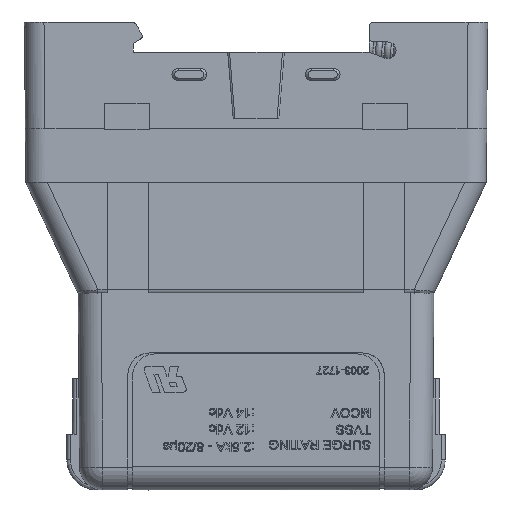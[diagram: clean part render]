
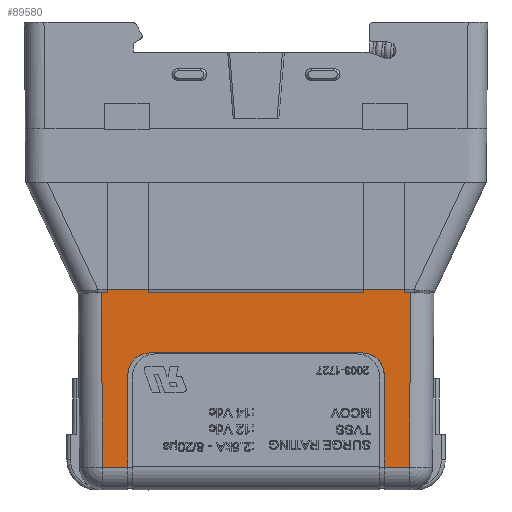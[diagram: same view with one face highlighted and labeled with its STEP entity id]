
A CAD part, front view. The second image highlights one B-rep face of the part: STEP entity #89580.
In plain terms, the highlighted planar face has unit normal (0, -1, -0.009).
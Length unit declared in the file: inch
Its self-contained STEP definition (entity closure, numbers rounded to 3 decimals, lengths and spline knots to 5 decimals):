
#1574 = EDGE_CURVE ( 'NONE', #109797, #101281, #198717, .T. ) ;
#6354 = CARTESIAN_POINT ( 'NONE',  ( 0.72, -0.49131, -0.99613 ) ) ;
#14163 = ORIENTED_EDGE ( 'NONE', *, *, #218750, .F. ) ;
#15256 = CARTESIAN_POINT ( 'NONE',  ( -0.86131, -0.49131, -0.99613 ) ) ;
#17175 = VERTEX_POINT ( 'NONE', #15256 ) ;
#17209 = CARTESIAN_POINT ( 'NONE',  ( 0.86131, -0.49131, -0.99613 ) ) ;
#18521 = LINE ( 'NONE', #66708, #212848 ) ;
#22412 = VERTEX_POINT ( 'NONE', #163935 ) ;
#23841 =( BOUNDED_CURVE ( )  B_SPLINE_CURVE ( 3, ( #189981, #133422, #151296, #27203 ),
 .UNSPECIFIED., .F., .F. ) 
 B_SPLINE_CURVE_WITH_KNOTS ( ( 4, 4 ),
 ( 4.71239, 6.28319 ),
 .UNSPECIFIED. ) 
 CURVE ( )  GEOMETRIC_REPRESENTATION_ITEM ( )  RATIONAL_B_SPLINE_CURVE ( ( 1., 0.805, 0.805, 1. ) ) 
 REPRESENTATION_ITEM ( '' )  );
#24527 = VERTEX_POINT ( 'NONE', #222910 ) ;
#24590 = VERTEX_POINT ( 'NONE', #155308 ) ;
#25666 = VECTOR ( 'NONE', #89308, 39.37008 ) ;
#26256 = LINE ( 'NONE', #34163, #137327 ) ;
#27203 = CARTESIAN_POINT ( 'NONE',  ( -0.6, -0.4969, -0.355 ) ) ;
#28838 = CARTESIAN_POINT ( 'NONE',  ( 0.67029, -0.4969, -0.355 ) ) ;
#32148 = EDGE_CURVE ( 'NONE', #126484, #197153, #155801, .T. ) ;
#33178 = EDGE_CURVE ( 'Edge1', #159450, #24527, #70516, .T. ) ;
#34163 = CARTESIAN_POINT ( 'NONE',  ( -0.8602, -0.49019, -1.12387 ) ) ;
#34390 = ORIENTED_EDGE ( 'NONE', *, *, #135883, .T. ) ;
#36083 = CARTESIAN_POINT ( 'NONE',  ( 0.72, -0.49131, -0.99613 ) ) ;
#40468 = DIRECTION ( 'NONE',  ( 0., -0.009, 1. ) ) ;
#41175 = CARTESIAN_POINT ( 'NONE',  ( 0.87001, -0.50001, 0.00113 ) ) ;
#45350 = CARTESIAN_POINT ( 'NONE',  ( 0.6, -0.4969, -0.355 ) ) ;
#46672 = CARTESIAN_POINT ( 'NONE',  ( 0.72, -0.49585, -0.475 ) ) ;
#58737 = CARTESIAN_POINT ( 'NONE',  ( 1., -0.5, 0. ) ) ;
#66708 = CARTESIAN_POINT ( 'NONE',  ( -0.72, -0.49131, -0.99613 ) ) ;
#69894 = DIRECTION ( 'NONE',  ( 0.009, 0.009, -1. ) ) ;
#70516 = LINE ( 'NONE', #79096, #206495 ) ;
#72886 = EDGE_CURVE ( 'NONE', #17175, #24590, #130637, .T. ) ;
#74819 = ORIENTED_EDGE ( 'NONE', *, *, #213906, .T. ) ;
#76659 = DIRECTION ( 'NONE',  ( 0., 0.009, -1. ) ) ;
#79096 = CARTESIAN_POINT ( 'NONE',  ( 1., -0.5, 0. ) ) ;
#89308 = DIRECTION ( 'NONE',  ( 1., 0., 0. ) ) ;
#89580 = ADVANCED_FACE ( 'Face9', ( #166592 ), #147193, .T. ) ;
#94589 = DIRECTION ( 'NONE',  ( -1., 0., 0. ) ) ;
#98699 = VECTOR ( 'NONE', #40468, 39.37008 ) ;
#101281 = VERTEX_POINT ( 'NONE', #187605 ) ;
#104197 = LINE ( 'NONE', #6354, #98699 ) ;
#109797 = VERTEX_POINT ( 'NONE', #45350 ) ;
#111234 = DIRECTION ( 'NONE',  ( 1., 0., 0. ) ) ;
#115684 = CARTESIAN_POINT ( 'NONE',  ( -0.6, -0.4969, -0.355 ) ) ;
#116425 = CARTESIAN_POINT ( 'NONE',  ( 0.6, -0.4969, -0.355 ) ) ;
#119934 = LINE ( 'NONE', #194785, #25666 ) ;
#126484 = VERTEX_POINT ( 'NONE', #36083 ) ;
#128359 = EDGE_CURVE ( 'NONE', #174507, #109797, #119934, .T. ) ;
#130637 = LINE ( 'NONE', #199744, #188924 ) ;
#131256 = EDGE_LOOP ( 'NONE', ( #181055, #74819, #207162, #145122, #14163, #222813, #186746, #189286, #34390, #194614 ) ) ;
#133422 = CARTESIAN_POINT ( 'NONE',  ( -0.72, -0.49647, -0.40471 ) ) ;
#135883 = EDGE_CURVE ( 'NONE', #24527, #17175, #26256, .T. ) ;
#137327 = VECTOR ( 'NONE', #69894, 39.37008 ) ;
#144480 = VECTOR ( 'NONE', #217353, 39.37008 ) ;
#145122 = ORIENTED_EDGE ( 'NONE', *, *, #1574, .T. ) ;
#147193 = PLANE ( 'NONE',  #215335 ) ;
#151296 = CARTESIAN_POINT ( 'NONE',  ( -0.67029, -0.4969, -0.355 ) ) ;
#152937 = CARTESIAN_POINT ( 'NONE',  ( 0.72, -0.49647, -0.40471 ) ) ;
#155308 = CARTESIAN_POINT ( 'NONE',  ( -0.72, -0.49131, -0.99613 ) ) ;
#155801 = LINE ( 'NONE', #161426, #197401 ) ;
#159450 = VERTEX_POINT ( 'NONE', #162164 ) ;
#160416 = EDGE_CURVE ( 'NONE', #197153, #159450, #180488, .T. ) ;
#161426 = CARTESIAN_POINT ( 'NONE',  ( 1., -0.49131, -0.99613 ) ) ;
#162164 = CARTESIAN_POINT ( 'NONE',  ( 0.87, -0.5, 0. ) ) ;
#163935 = CARTESIAN_POINT ( 'NONE',  ( -0.72, -0.49585, -0.475 ) ) ;
#166592 = FACE_OUTER_BOUND ( 'NONE', #131256, .T. ) ;
#174507 = VERTEX_POINT ( 'NONE', #115684 ) ;
#180488 = LINE ( 'NONE', #41175, #144480 ) ;
#181055 = ORIENTED_EDGE ( 'NONE', *, *, #197478, .T. ) ;
#182875 = DIRECTION ( 'NONE',  ( 0., -1., -0.009 ) ) ;
#186746 = ORIENTED_EDGE ( 'NONE', *, *, #160416, .T. ) ;
#187605 = CARTESIAN_POINT ( 'NONE',  ( 0.72, -0.49585, -0.475 ) ) ;
#188924 = VECTOR ( 'NONE', #111234, 39.37008 ) ;
#189286 = ORIENTED_EDGE ( 'NONE', *, *, #33178, .T. ) ;
#189981 = CARTESIAN_POINT ( 'NONE',  ( -0.72, -0.49585, -0.475 ) ) ;
#194614 = ORIENTED_EDGE ( 'NONE', *, *, #72886, .T. ) ;
#194785 = CARTESIAN_POINT ( 'NONE',  ( -0.72, -0.4969, -0.355 ) ) ;
#197153 = VERTEX_POINT ( 'NONE', #17209 ) ;
#197401 = VECTOR ( 'NONE', #214963, 39.37008 ) ;
#197478 = EDGE_CURVE ( 'NONE', #24590, #22412, #18521, .T. ) ;
#198717 =( BOUNDED_CURVE ( )  B_SPLINE_CURVE ( 3, ( #116425, #28838, #152937, #46672 ),
 .UNSPECIFIED., .F., .F. ) 
 B_SPLINE_CURVE_WITH_KNOTS ( ( 4, 4 ),
 ( 3.14159, 4.71239 ),
 .UNSPECIFIED. ) 
 CURVE ( )  GEOMETRIC_REPRESENTATION_ITEM ( )  RATIONAL_B_SPLINE_CURVE ( ( 1., 0.805, 0.805, 1. ) ) 
 REPRESENTATION_ITEM ( '' )  );
#199744 = CARTESIAN_POINT ( 'NONE',  ( 1., -0.49131, -0.99613 ) ) ;
#206345 = DIRECTION ( 'NONE',  ( 0., -0.009, 1. ) ) ;
#206495 = VECTOR ( 'NONE', #94589, 39.37008 ) ;
#207162 = ORIENTED_EDGE ( 'NONE', *, *, #128359, .T. ) ;
#212848 = VECTOR ( 'NONE', #206345, 39.37008 ) ;
#213906 = EDGE_CURVE ( 'NONE', #22412, #174507, #23841, .T. ) ;
#214963 = DIRECTION ( 'NONE',  ( 1., 0., 0. ) ) ;
#215335 = AXIS2_PLACEMENT_3D ( 'NONE', #58737, #182875, #76659 ) ;
#217353 = DIRECTION ( 'NONE',  ( 0.009, -0.009, 1. ) ) ;
#218750 = EDGE_CURVE ( 'NONE', #126484, #101281, #104197, .T. ) ;
#222813 = ORIENTED_EDGE ( 'NONE', *, *, #32148, .T. ) ;
#222910 = CARTESIAN_POINT ( 'NONE',  ( -0.87, -0.5, 0. ) ) ;
